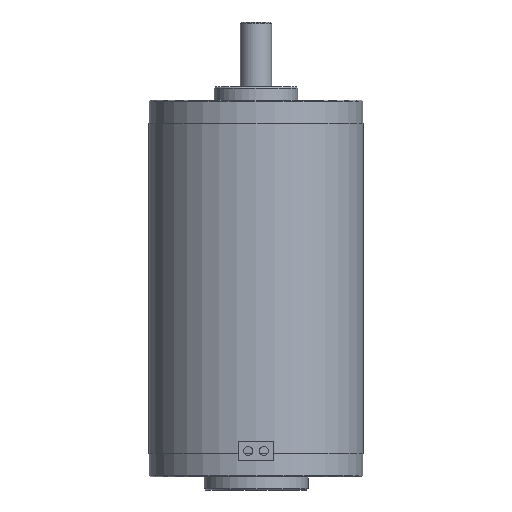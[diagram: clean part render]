
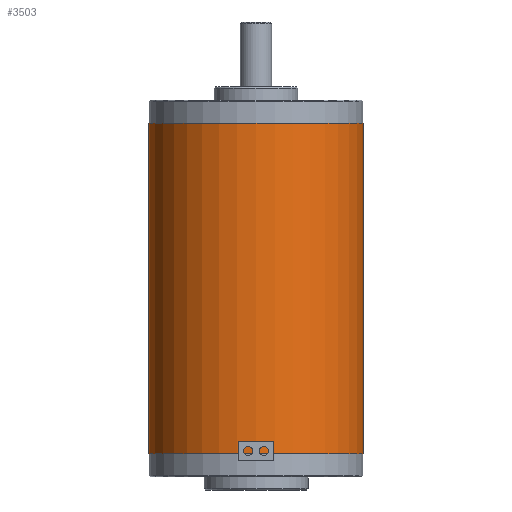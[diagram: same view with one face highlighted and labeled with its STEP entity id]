
A CAD part, front view. The second image highlights one B-rep face of the part: STEP entity #3503.
In plain terms, the highlighted cylindrical face has radius 41.25 mm (diameter 82.5 mm), a partial arc.
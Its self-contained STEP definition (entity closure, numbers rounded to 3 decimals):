
#33 = CARTESIAN_POINT ( 'NONE',  ( 0., 0., -166. ) ) ;
#60 = CIRCLE ( 'NONE', #3033, 41.25 ) ;
#77 = EDGE_CURVE ( 'NONE', #2420, #3864, #60, .T. ) ;
#79 = CARTESIAN_POINT ( 'NONE',  ( 41.25, 0., -166. ) ) ;
#113 = DIRECTION ( 'NONE',  ( 1., 0., 0. ) ) ;
#144 = DIRECTION ( 'NONE',  ( 1., 0., 0. ) ) ;
#166 = CARTESIAN_POINT ( 'NONE',  ( 41.25, 0., -39. ) ) ;
#276 = AXIS2_PLACEMENT_3D ( 'NONE', #429, #2084, #113 ) ;
#322 = EDGE_CURVE ( 'NONE', #3864, #1030, #647, .T. ) ;
#429 = CARTESIAN_POINT ( 'NONE',  ( 0., 0., 1.683 ) ) ;
#647 = LINE ( 'NONE', #958, #1534 ) ;
#958 = CARTESIAN_POINT ( 'NONE',  ( 41.25, 0., 1.683 ) ) ;
#1030 = VERTEX_POINT ( 'NONE', #166 ) ;
#1045 = EDGE_CURVE ( 'NONE', #2494, #1030, #2062, .T. ) ;
#1534 = VECTOR ( 'NONE', #2614, 1000. ) ;
#1624 = CARTESIAN_POINT ( 'NONE',  ( -41.25, 0., -39. ) ) ;
#1963 = DIRECTION ( 'NONE',  ( 0., 0., 1. ) ) ;
#2062 = CIRCLE ( 'NONE', #3972, 41.25 ) ;
#2084 = DIRECTION ( 'NONE',  ( 0., 0., 1. ) ) ;
#2131 = ORIENTED_EDGE ( 'NONE', *, *, #1045, .F. ) ;
#2373 = EDGE_LOOP ( 'NONE', ( #3318, #4060, #3538, #2131 ) ) ;
#2396 = CYLINDRICAL_SURFACE ( 'NONE', #276, 41.25 ) ;
#2420 = VERTEX_POINT ( 'NONE', #2563 ) ;
#2494 = VERTEX_POINT ( 'NONE', #1624 ) ;
#2496 = EDGE_CURVE ( 'NONE', #2420, #2494, #3477, .T. ) ;
#2563 = CARTESIAN_POINT ( 'NONE',  ( -41.25, 0., -166. ) ) ;
#2614 = DIRECTION ( 'NONE',  ( 0., 0., 1. ) ) ;
#2625 = VECTOR ( 'NONE', #1963, 1000. ) ;
#2808 = FACE_OUTER_BOUND ( 'NONE', #2373, .T. ) ;
#2949 = CARTESIAN_POINT ( 'NONE',  ( -41.25, 0., 1.683 ) ) ;
#3033 = AXIS2_PLACEMENT_3D ( 'NONE', #33, #4260, #3616 ) ;
#3318 = ORIENTED_EDGE ( 'NONE', *, *, #2496, .F. ) ;
#3477 = LINE ( 'NONE', #2949, #2625 ) ;
#3503 = ADVANCED_FACE ( 'NONE', ( #2808 ), #2396, .T. ) ;
#3538 = ORIENTED_EDGE ( 'NONE', *, *, #322, .T. ) ;
#3616 = DIRECTION ( 'NONE',  ( 1., 0., 0. ) ) ;
#3864 = VERTEX_POINT ( 'NONE', #79 ) ;
#3972 = AXIS2_PLACEMENT_3D ( 'NONE', #4085, #4066, #144 ) ;
#4060 = ORIENTED_EDGE ( 'NONE', *, *, #77, .T. ) ;
#4066 = DIRECTION ( 'NONE',  ( 0., 0., 1. ) ) ;
#4085 = CARTESIAN_POINT ( 'NONE',  ( 0., 0., -39. ) ) ;
#4260 = DIRECTION ( 'NONE',  ( 0., 0., 1. ) ) ;
